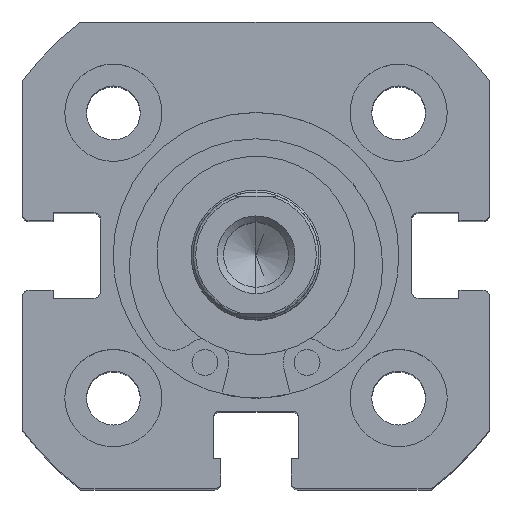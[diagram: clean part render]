
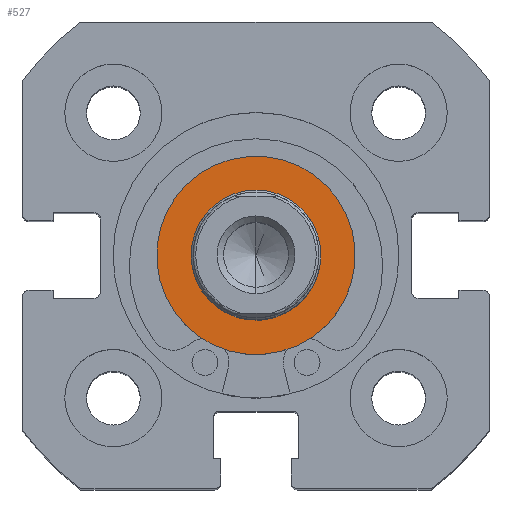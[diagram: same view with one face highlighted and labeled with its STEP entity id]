
A CAD part, top view. The second image highlights one B-rep face of the part: STEP entity #527.
In plain terms, the highlighted face is planar.
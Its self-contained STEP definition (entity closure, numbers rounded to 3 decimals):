
#200 = DIRECTION ( 'NONE',  ( 0., 0., 1. ) ) ;
#201 = DIRECTION ( 'NONE',  ( -1., 0., 0. ) ) ;
#214 = CARTESIAN_POINT ( 'NONE',  ( 0., 0., 0. ) ) ;
#241 = DIRECTION ( 'NONE',  ( 0., 0., 1. ) ) ;
#242 = DIRECTION ( 'NONE',  ( -1., 0., 0. ) ) ;
#251 = CARTESIAN_POINT ( 'NONE',  ( 0., 0., 0. ) ) ;
#258 = DIRECTION ( 'NONE',  ( 0., 0., 1. ) ) ;
#259 = DIRECTION ( 'NONE',  ( -1., 0., 0. ) ) ;
#261 = CARTESIAN_POINT ( 'NONE',  ( 0., 0., 0. ) ) ;
#527 = ADVANCED_FACE ( 'NONE', ( #4730, #4736 ), #3363, .F. ) ;
#864 = EDGE_LOOP ( 'NONE', ( #1324, #1323 ) ) ;
#891 = EDGE_LOOP ( 'NONE', ( #1326, #1325 ) ) ;
#1323 = ORIENTED_EDGE ( 'NONE', *, *, #3899, .T. ) ;
#1324 = ORIENTED_EDGE ( 'NONE', *, *, #3905, .T. ) ;
#1325 = ORIENTED_EDGE ( 'NONE', *, *, #3911, .F. ) ;
#1326 = ORIENTED_EDGE ( 'NONE', *, *, #6176, .F. ) ;
#2453 = CARTESIAN_POINT ( 'NONE',  ( 0., 0., -5. ) ) ;
#2454 = CARTESIAN_POINT ( 'NONE',  ( 0., 0., 5. ) ) ;
#2459 = CARTESIAN_POINT ( 'NONE',  ( 0., 0., -7.65 ) ) ;
#2460 = CARTESIAN_POINT ( 'NONE',  ( 0., 0., 7.65 ) ) ;
#3361 = DIRECTION ( 'NONE',  ( 0., 0., -1. ) ) ;
#3362 = DIRECTION ( 'NONE',  ( 1., 0., 0. ) ) ;
#3363 = PLANE ( 'NONE',  #4096 ) ;
#3364 = CARTESIAN_POINT ( 'NONE',  ( 0., 7.65, 0. ) ) ;
#3533 = VERTEX_POINT ( 'NONE', #2460 ) ;
#3534 = VERTEX_POINT ( 'NONE', #2459 ) ;
#3538 = VERTEX_POINT ( 'NONE', #2454 ) ;
#3539 = VERTEX_POINT ( 'NONE', #2453 ) ;
#3899 = EDGE_CURVE ( 'NONE', #3534, #3533, #5480, .T. ) ;
#3905 = EDGE_CURVE ( 'NONE', #3533, #3534, #5486, .T. ) ;
#3911 = EDGE_CURVE ( 'NONE', #3539, #3538, #5493, .T. ) ;
#4096 = AXIS2_PLACEMENT_3D ( 'NONE', #3364, #3362, #3361 ) ;
#4376 = AXIS2_PLACEMENT_3D ( 'NONE', #214, #201, #200 ) ;
#4386 = AXIS2_PLACEMENT_3D ( 'NONE', #261, #259, #258 ) ;
#4391 = AXIS2_PLACEMENT_3D ( 'NONE', #251, #242, #241 ) ;
#4449 = AXIS2_PLACEMENT_3D ( 'NONE', #5543, #5545, #5546 ) ;
#4730 = FACE_BOUND ( 'NONE', #891, .T. ) ;
#4736 = FACE_OUTER_BOUND ( 'NONE', #864, .T. ) ;
#5480 = CIRCLE ( 'NONE', #4376, 7.65 ) ;
#5486 = CIRCLE ( 'NONE', #4386, 7.65 ) ;
#5493 = CIRCLE ( 'NONE', #4391, 5. ) ;
#5543 = CARTESIAN_POINT ( 'NONE',  ( 0., 0., 0. ) ) ;
#5545 = DIRECTION ( 'NONE',  ( -1., 0., 0. ) ) ;
#5546 = DIRECTION ( 'NONE',  ( 0., 0., 1. ) ) ;
#5836 = CIRCLE ( 'NONE', #4449, 5. ) ;
#6176 = EDGE_CURVE ( 'NONE', #3538, #3539, #5836, .T. ) ;
